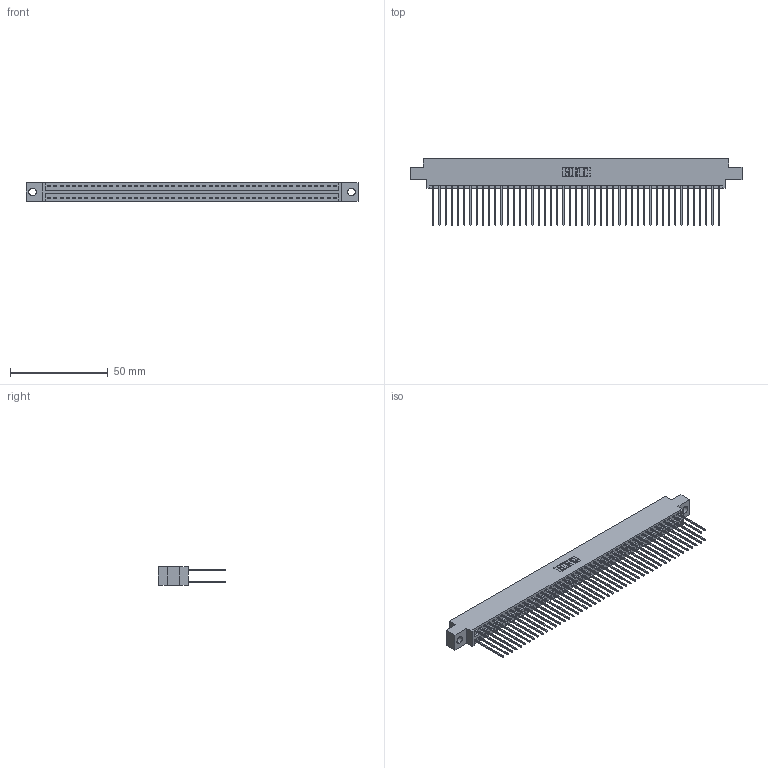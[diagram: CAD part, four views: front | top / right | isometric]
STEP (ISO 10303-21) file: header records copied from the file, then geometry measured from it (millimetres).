
FILE_DESCRIPTION (( 'STEP AP203' ), '1' );
FILE_NAME ('396-094-541-804.STEP', '2019-11-02T16:21:03', ( '' ), ( '' ), 'SwSTEP 2.0', 'SolidWorks 2016', '' );
FILE_SCHEMA (( 'CONFIG_CONTROL_DESIGN' ));
Length unit declared in the file: inch
Products named in the file (3): 345-292-001_345-293-141; 396-094-541-804; 346 Part_0.170 Offset - 0.156 Dia-TH
Assembly tree (95 placements, depth 2):
  396-094-541-804
    346 Part_0.170 Offset - 0.156 Dia-TH
    345-292-001_345-293-141  x94
Bounding box: 169.8 x 34.29 x 9.4 mm (x, y, z)
Volume: 16893.2 mm3; surface area: 25878.7 mm2
Topology: 95 solids, 95 shells, 5014 faces, 14911 edges, 9814 vertices
Faces by surface type: plane 3370, cylinder 1644
Entity records: 30153 total; most frequent: CARTESIAN_POINT 4964, ORIENTED_EDGE 4898, DIRECTION 4425, EDGE_CURVE 2449, VECTOR 2129, LINE 2129, VERTEX_POINT 1630, AXIS2_PLACEMENT_3D 1148
